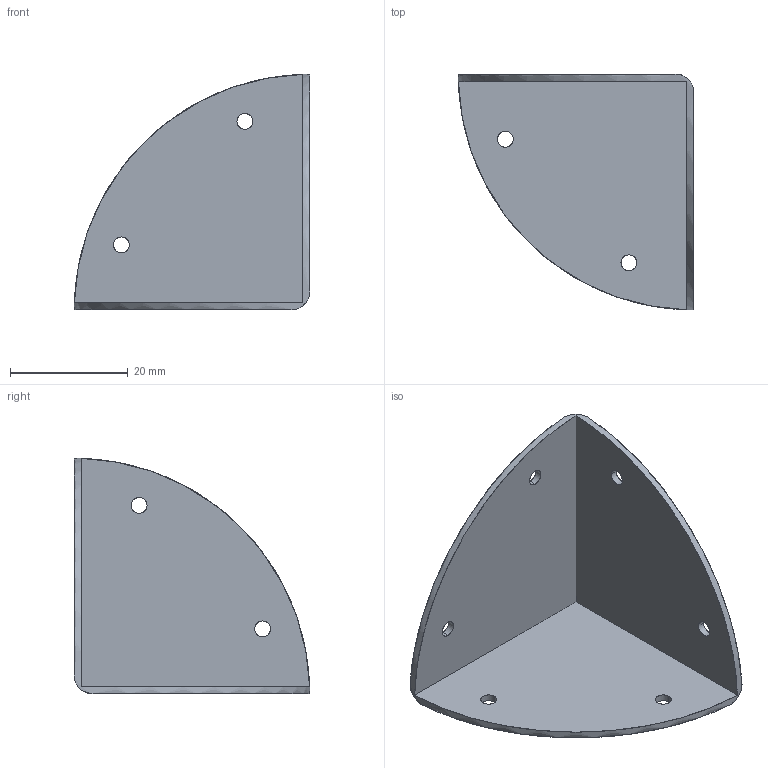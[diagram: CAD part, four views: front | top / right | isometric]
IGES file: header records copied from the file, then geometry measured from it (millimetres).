
Start section: SolidWorks IGES file using analytic representation for surfaces
Global section: file name: RCF 606.IGS; native system: SolidWorks 2013; preprocessor: SolidWorks 2013; author: cbrechard; date: 151112.152124; units: millimetre
Bounding box: 39.99 x 39.99 x 39.99 mm (x, y, z)
Surface area: 7308.8 mm2 (no closed solid volume)
Topology: 0 solids, 0 shells, 25 faces, 601 edges, 600 vertices
Faces by surface type: revolution 19, bspline 6
